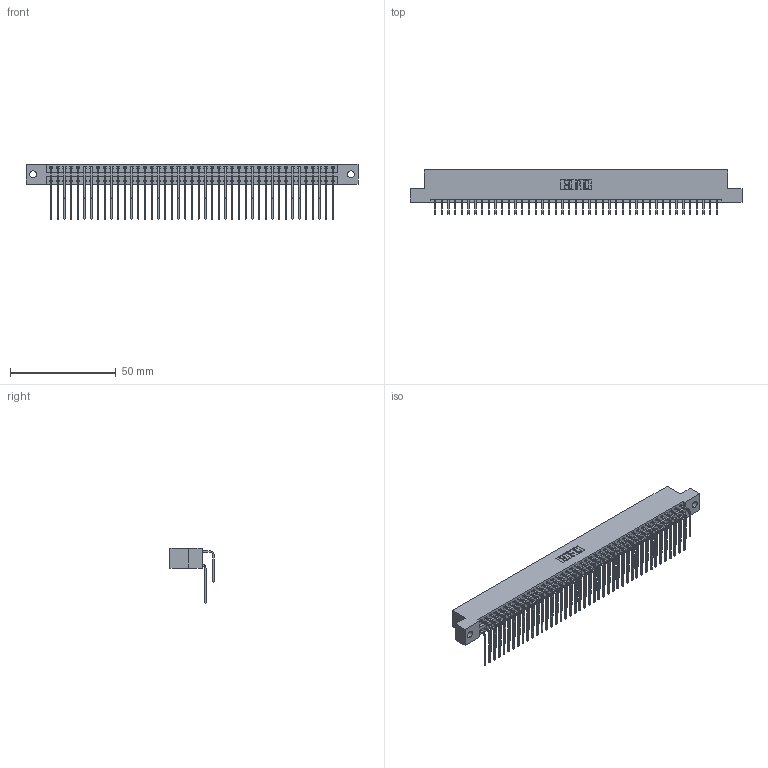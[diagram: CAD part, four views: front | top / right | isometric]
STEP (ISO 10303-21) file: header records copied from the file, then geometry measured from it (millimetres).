
FILE_DESCRIPTION (( 'STEP AP203' ), '1' );
FILE_NAME ('396-086-559-202.STEP', '2018-09-10T04:32:34', ( '' ), ( '' ), 'SwSTEP 2.0', 'SolidWorks 2016', '' );
FILE_SCHEMA (( 'CONFIG_CONTROL_DESIGN' ));
Length unit declared in the file: inch
Products named in the file (4): 346 Part_Flush Mounting Lugs - 0.128 Dia; 345-292-001_558 559 Tail - 1; 345-292-001_559 Tail - 2; 396-086-559-202
Assembly tree (87 placements, depth 2):
  396-086-559-202
    346 Part_Flush Mounting Lugs - 0.128 Dia
    345-292-001_558 559 Tail - 1  x43
    345-292-001_559 Tail - 2  x43
Bounding box: 157.1 x 20.89 x 26.16 mm (x, y, z)
Volume: 15786.3 mm3; surface area: 23825.8 mm2
Topology: 87 solids, 87 shells, 4766 faces, 14175 edges, 9334 vertices
Faces by surface type: plane 3258, cylinder 1508
Entity records: 29715 total; most frequent: CARTESIAN_POINT 4947, ORIENTED_EDGE 4830, DIRECTION 4383, EDGE_CURVE 2415, VECTOR 2071, LINE 2071, VERTEX_POINT 1606, AXIS2_PLACEMENT_3D 1156
